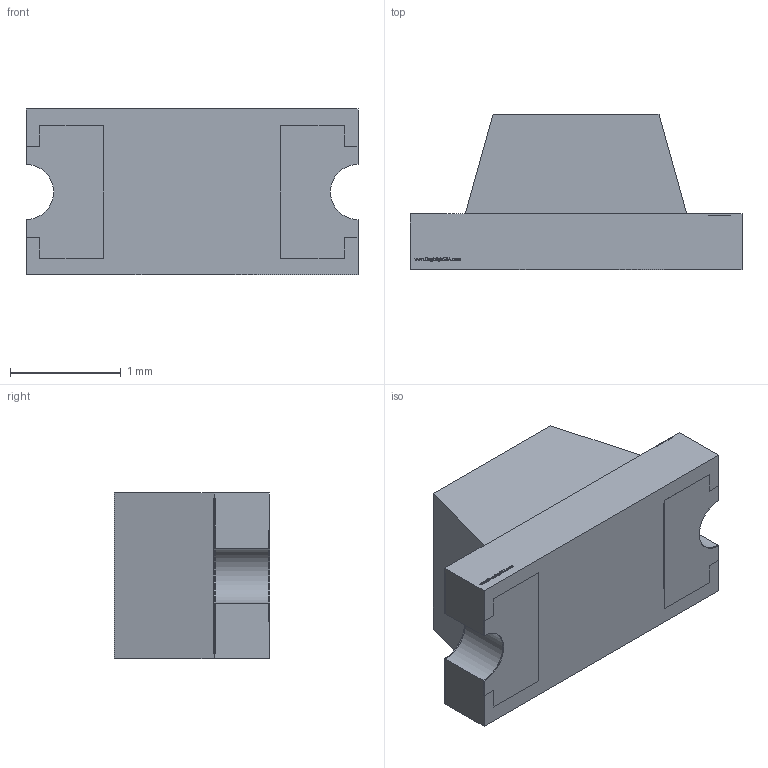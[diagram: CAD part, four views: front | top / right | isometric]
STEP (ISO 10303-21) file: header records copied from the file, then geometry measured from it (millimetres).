
FILE_DESCRIPTION (( 'STEP AP214' ), '1' );
FILE_NAME ('APL3015F3.STEP', '2008-09-05T17:22:25', ( '' ), ( '' ), 'SwSTEP 2.0', 'SolidWorks 2008', '' );
FILE_SCHEMA (( 'AUTOMOTIVE_DESIGN' ));
Length unit declared in the file: millimetre
Products named in the file (1): APL3015F3
Bounding box: 3 x 1.4 x 1.5 mm (x, y, z)
Volume: 4.5 mm3; surface area: 30.5 mm2
Topology: 8 solids, 8 shells, 362 faces, 954 edges, 636 vertices
Faces by surface type: plane 234, bspline 116, cylinder 8, sphere 2, cone 2
Entity records: 20558 total; most frequent: CARTESIAN_POINT 8333, ORIENTED_EDGE 1898, DIRECTION 1235, EDGE_CURVE 949, LINE 693, VECTOR 693, VERTEX_POINT 633, EDGE_LOOP 392
